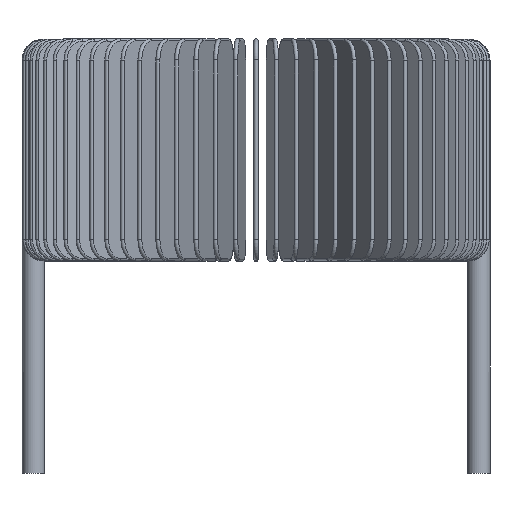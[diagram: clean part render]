
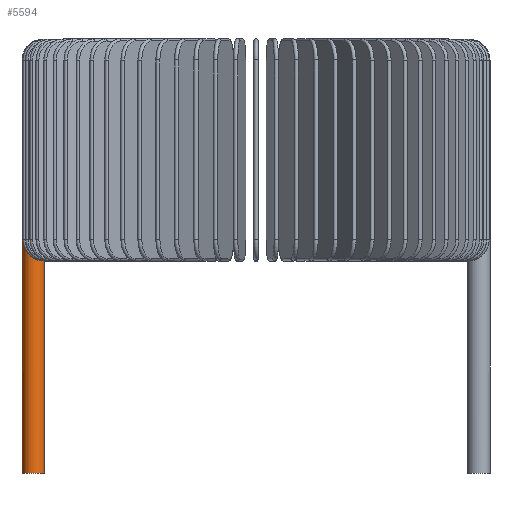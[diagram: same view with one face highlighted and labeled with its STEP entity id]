
A CAD part, top view. The second image highlights one B-rep face of the part: STEP entity #5594.
In plain terms, the highlighted cylindrical face has radius 0.673 mm (diameter 1.346 mm), a partial arc.
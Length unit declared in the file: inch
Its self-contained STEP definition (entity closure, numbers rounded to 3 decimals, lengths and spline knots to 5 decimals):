
#5365=DIRECTION('',(0.,-1.,0.));
#5366=VECTOR('',#5365,0.562);
#5367=CARTESIAN_POINT('',(-0.5515,0.062,0.));
#5368=LINE('',#5367,#5366);
#5404=DIRECTION('',(0.,1.,0.));
#5405=VECTOR('',#5404,0.057);
#5406=CARTESIAN_POINT('',(-0.49898,0.005,0.005));
#5407=LINE('',#5406,#5405);
#5408=CARTESIAN_POINT('',(-0.525,0.062,0.));
#5409=DIRECTION('',(0.,1.,0.));
#5410=DIRECTION('',(-1.,0.,0.));
#5411=AXIS2_PLACEMENT_3D('',#5408,#5409,#5410);
#5472=DIRECTION('',(0.,-1.,0.));
#5473=VECTOR('',#5472,0.5);
#5474=CARTESIAN_POINT('',(-0.4985,0.,0.));
#5475=LINE('',#5474,#5473);
#5481=CARTESIAN_POINT('',(-0.525,-0.5,0.));
#5482=DIRECTION('',(0.,1.,0.));
#5483=DIRECTION('',(-1.,0.,0.));
#5484=AXIS2_PLACEMENT_3D('',#5481,#5482,#5483);
#5494=CARTESIAN_POINT('',(-0.4985,0.,0.));
#5496=CARTESIAN_POINT('',(-0.4985,0.,0.));
#5497=CARTESIAN_POINT('',(-0.4985,0.,0.00041));
#5498=CARTESIAN_POINT('',(-0.49852,0.0001,
0.0012));
#5499=CARTESIAN_POINT('',(-0.49859,0.00048,
0.00223));
#5500=CARTESIAN_POINT('',(-0.49869,0.00108,
0.00317));
#5501=CARTESIAN_POINT('',(-0.4988,0.00188,
0.00396));
#5502=CARTESIAN_POINT('',(-0.49889,0.00284,
0.00455));
#5503=CARTESIAN_POINT('',(-0.49896,0.00389,
0.00492));
#5504=CARTESIAN_POINT('',(-0.49898,0.00463,0.005));
#5505=CARTESIAN_POINT('',(-0.49898,0.005,0.005));
#5556=CARTESIAN_POINT('',(-0.4985,-0.5,0.));
#5557=CARTESIAN_POINT('',(-0.5515,-0.5,0.));
#5558=VERTEX_POINT('',#5556);
#5559=VERTEX_POINT('',#5557);
#5560=CARTESIAN_POINT('',(-0.5515,0.062,0.));
#5561=VERTEX_POINT('',#5560);
#5563=CARTESIAN_POINT('',(-0.49898,0.062,0.005));
#5565=VERTEX_POINT('',#5563);
#5566=CARTESIAN_POINT('',(-0.49898,0.005,0.005));
#5567=VERTEX_POINT('',#5566);
#5574=VERTEX_POINT('',#5494);
#5575=CARTESIAN_POINT('',(-0.525,0.062,0.));
#5576=DIRECTION('',(0.,1.,0.));
#5577=DIRECTION('',(1.,0.,0.));
#5578=AXIS2_PLACEMENT_3D('',#5575,#5576,#5577);
#5579=CYLINDRICAL_SURFACE('',#5578,0.0265);
#5581=ORIENTED_EDGE('',*,*,#5580,.F.);
#5583=ORIENTED_EDGE('',*,*,#5582,.F.);
#5585=ORIENTED_EDGE('',*,*,#5584,.T.);
#5587=ORIENTED_EDGE('',*,*,#5586,.F.);
#5589=ORIENTED_EDGE('',*,*,#5588,.F.);
#5591=ORIENTED_EDGE('',*,*,#5590,.T.);
#5592=EDGE_LOOP('',(#5581,#5583,#5585,#5587,#5589,#5591));
#5593=FACE_OUTER_BOUND('',#5592,.F.);
#5412=CIRCLE('',#5411,0.0265);
#5485=CIRCLE('',#5484,0.0265);
#5506=B_SPLINE_CURVE_WITH_KNOTS('',3,(#5496,#5497,#5498,#5499,#5500,#5501,#5502,
#5503,#5504,#5505),.UNSPECIFIED.,.F.,.F.,(4,1,1,1,1,1,1,4),(0.,
0.14286,0.28571,0.42857,0.57143,
0.71429,0.85714,1.),.UNSPECIFIED.);
#5580=EDGE_CURVE('',#5567,#5565,#5407,.T.);
#5582=EDGE_CURVE('',#5574,#5567,#5506,.T.);
#5584=EDGE_CURVE('',#5574,#5558,#5475,.T.);
#5586=EDGE_CURVE('',#5559,#5558,#5485,.T.);
#5588=EDGE_CURVE('',#5561,#5559,#5368,.T.);
#5590=EDGE_CURVE('',#5561,#5565,#5412,.T.);
#5594=ADVANCED_FACE('',(#5593),#5579,.T.);
